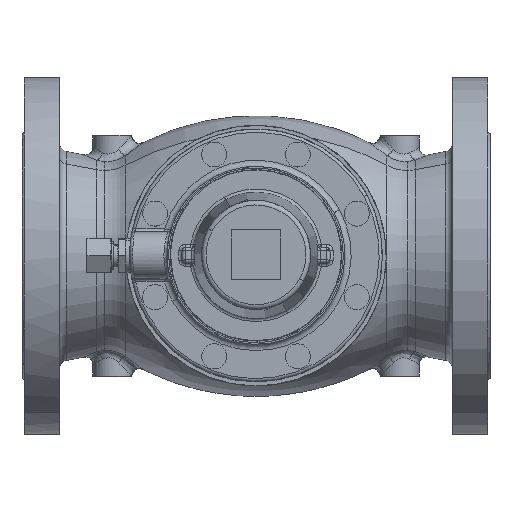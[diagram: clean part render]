
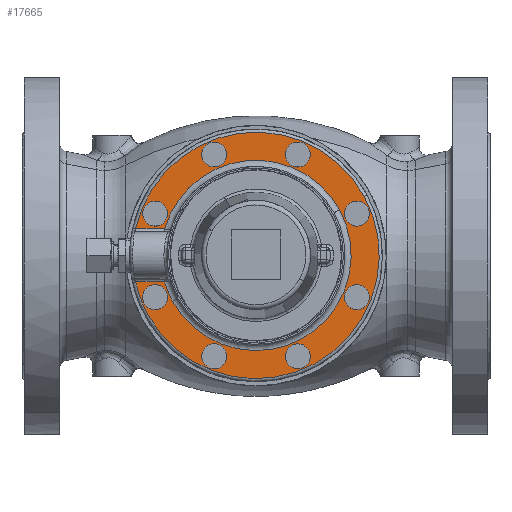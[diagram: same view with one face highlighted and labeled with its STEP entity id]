
A CAD part, top view. The second image highlights one B-rep face of the part: STEP entity #17665.
In plain terms, the highlighted planar face has unit normal (0, 0, 1).
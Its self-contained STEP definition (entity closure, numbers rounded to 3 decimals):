
#16651=CARTESIAN_POINT('Vertex',(-69.329,-37.875,215.)) ;
#16658=CARTESIAN_POINT('Vertex',(69.329,37.875,215.)) ;
#16661=CARTESIAN_POINT('Axis2P3D Location',(0.,0.,215.)) ;
#16673=CARTESIAN_POINT('Axis2P3D Location',(0.,0.,215.)) ;
#16677=CARTESIAN_POINT('Vertex',(-77.149,-17.,215.)) ;
#17108=CARTESIAN_POINT('Vertex',(-77.149,17.,215.)) ;
#17134=CARTESIAN_POINT('Axis2P3D Location',(0.,0.,215.)) ;
#17473=CARTESIAN_POINT('Axis2P3D Location',(-81.,0.,215.)) ;
#17478=CARTESIAN_POINT('Axis2P3D Location',(0.,0.,215.)) ;
#17482=CARTESIAN_POINT('Vertex',(-53.533,-29.245,215.)) ;
#17484=CARTESIAN_POINT('Vertex',(53.533,29.245,215.)) ;
#17487=CARTESIAN_POINT('Axis2P3D Location',(0.,0.,215.)) ;
#17491=CARTESIAN_POINT('Vertex',(-58.583,-17.,215.)) ;
#17494=CARTESIAN_POINT('Line Origine',(-67.866,-17.,215.)) ;
#17499=CARTESIAN_POINT('Line Origine',(-67.866,17.,215.)) ;
#17503=CARTESIAN_POINT('Vertex',(-58.583,17.,215.)) ;
#17506=CARTESIAN_POINT('Axis2P3D Location',(0.,0.,215.)) ;
#17521=CARTESIAN_POINT('Axis2P3D Location',(-26.788,64.672,215.)) ;
#17525=CARTESIAN_POINT('Vertex',(-21.131,59.015,215.)) ;
#17527=CARTESIAN_POINT('Vertex',(-32.445,70.328,215.)) ;
#17530=CARTESIAN_POINT('Axis2P3D Location',(-26.788,64.672,215.)) ;
#17539=CARTESIAN_POINT('Axis2P3D Location',(26.788,-64.672,215.)) ;
#17543=CARTESIAN_POINT('Vertex',(32.445,-70.328,215.)) ;
#17545=CARTESIAN_POINT('Vertex',(21.131,-59.015,215.)) ;
#17548=CARTESIAN_POINT('Axis2P3D Location',(26.788,-64.672,215.)) ;
#17557=CARTESIAN_POINT('Axis2P3D Location',(64.672,-26.788,215.)) ;
#17561=CARTESIAN_POINT('Vertex',(72.672,-26.788,215.)) ;
#17563=CARTESIAN_POINT('Vertex',(56.672,-26.788,215.)) ;
#17566=CARTESIAN_POINT('Axis2P3D Location',(64.672,-26.788,215.)) ;
#17575=CARTESIAN_POINT('Axis2P3D Location',(-64.672,-26.788,215.)) ;
#17579=CARTESIAN_POINT('Vertex',(-70.328,-32.445,215.)) ;
#17581=CARTESIAN_POINT('Vertex',(-59.015,-21.131,215.)) ;
#17584=CARTESIAN_POINT('Axis2P3D Location',(-64.672,-26.788,215.)) ;
#17593=CARTESIAN_POINT('Axis2P3D Location',(64.672,26.788,215.)) ;
#17597=CARTESIAN_POINT('Vertex',(70.328,32.445,215.)) ;
#17599=CARTESIAN_POINT('Vertex',(59.015,21.131,215.)) ;
#17602=CARTESIAN_POINT('Axis2P3D Location',(64.672,26.788,215.)) ;
#17611=CARTESIAN_POINT('Axis2P3D Location',(26.788,64.672,215.)) ;
#17615=CARTESIAN_POINT('Vertex',(26.788,72.672,215.)) ;
#17617=CARTESIAN_POINT('Vertex',(26.788,56.672,215.)) ;
#17620=CARTESIAN_POINT('Axis2P3D Location',(26.788,64.672,215.)) ;
#17629=CARTESIAN_POINT('Axis2P3D Location',(-26.788,-64.672,215.)) ;
#17633=CARTESIAN_POINT('Vertex',(-26.788,-56.672,215.)) ;
#17635=CARTESIAN_POINT('Vertex',(-26.788,-72.672,215.)) ;
#17638=CARTESIAN_POINT('Axis2P3D Location',(-26.788,-64.672,215.)) ;
#17647=CARTESIAN_POINT('Axis2P3D Location',(-64.672,26.788,215.)) ;
#17651=CARTESIAN_POINT('Vertex',(-56.672,26.788,215.)) ;
#17653=CARTESIAN_POINT('Vertex',(-72.672,26.788,215.)) ;
#17656=CARTESIAN_POINT('Axis2P3D Location',(-64.672,26.788,215.)) ;
#16662=DIRECTION('Axis2P3D Direction',(0.,0.,1.)) ;
#16674=DIRECTION('Axis2P3D Direction',(0.,0.,1.)) ;
#17135=DIRECTION('Axis2P3D Direction',(0.,-0.,1.)) ;
#17474=DIRECTION('Axis2P3D Direction',(-0.,0.,1.)) ;
#17475=DIRECTION('Axis2P3D XDirection',(0.,-1.,0.)) ;
#17479=DIRECTION('Axis2P3D Direction',(-0.,0.,1.)) ;
#17488=DIRECTION('Axis2P3D Direction',(-0.,0.,1.)) ;
#17495=DIRECTION('Vector Direction',(-1.,0.,0.)) ;
#17500=DIRECTION('Vector Direction',(-1.,0.,0.)) ;
#17507=DIRECTION('Axis2P3D Direction',(-0.,0.,1.)) ;
#17522=DIRECTION('Axis2P3D Direction',(-0.,0.,1.)) ;
#17531=DIRECTION('Axis2P3D Direction',(-0.,0.,1.)) ;
#17540=DIRECTION('Axis2P3D Direction',(-0.,0.,1.)) ;
#17549=DIRECTION('Axis2P3D Direction',(-0.,0.,1.)) ;
#17558=DIRECTION('Axis2P3D Direction',(-0.,0.,1.)) ;
#17567=DIRECTION('Axis2P3D Direction',(-0.,0.,1.)) ;
#17576=DIRECTION('Axis2P3D Direction',(-0.,0.,1.)) ;
#17585=DIRECTION('Axis2P3D Direction',(-0.,0.,1.)) ;
#17594=DIRECTION('Axis2P3D Direction',(-0.,0.,1.)) ;
#17603=DIRECTION('Axis2P3D Direction',(-0.,0.,1.)) ;
#17612=DIRECTION('Axis2P3D Direction',(-0.,0.,1.)) ;
#17621=DIRECTION('Axis2P3D Direction',(-0.,0.,1.)) ;
#17630=DIRECTION('Axis2P3D Direction',(-0.,0.,1.)) ;
#17639=DIRECTION('Axis2P3D Direction',(-0.,0.,1.)) ;
#17648=DIRECTION('Axis2P3D Direction',(-0.,0.,1.)) ;
#17657=DIRECTION('Axis2P3D Direction',(-0.,0.,1.)) ;
#16663=AXIS2_PLACEMENT_3D('Circle Axis2P3D',#16661,#16662,$) ;
#16675=AXIS2_PLACEMENT_3D('Circle Axis2P3D',#16673,#16674,$) ;
#17136=AXIS2_PLACEMENT_3D('Circle Axis2P3D',#17134,#17135,$) ;
#17476=AXIS2_PLACEMENT_3D('Plane Axis2P3D',#17473,#17474,#17475) ;
#17480=AXIS2_PLACEMENT_3D('Circle Axis2P3D',#17478,#17479,$) ;
#17489=AXIS2_PLACEMENT_3D('Circle Axis2P3D',#17487,#17488,$) ;
#17508=AXIS2_PLACEMENT_3D('Circle Axis2P3D',#17506,#17507,$) ;
#17523=AXIS2_PLACEMENT_3D('Circle Axis2P3D',#17521,#17522,$) ;
#17532=AXIS2_PLACEMENT_3D('Circle Axis2P3D',#17530,#17531,$) ;
#17541=AXIS2_PLACEMENT_3D('Circle Axis2P3D',#17539,#17540,$) ;
#17550=AXIS2_PLACEMENT_3D('Circle Axis2P3D',#17548,#17549,$) ;
#17559=AXIS2_PLACEMENT_3D('Circle Axis2P3D',#17557,#17558,$) ;
#17568=AXIS2_PLACEMENT_3D('Circle Axis2P3D',#17566,#17567,$) ;
#17577=AXIS2_PLACEMENT_3D('Circle Axis2P3D',#17575,#17576,$) ;
#17586=AXIS2_PLACEMENT_3D('Circle Axis2P3D',#17584,#17585,$) ;
#17595=AXIS2_PLACEMENT_3D('Circle Axis2P3D',#17593,#17594,$) ;
#17604=AXIS2_PLACEMENT_3D('Circle Axis2P3D',#17602,#17603,$) ;
#17613=AXIS2_PLACEMENT_3D('Circle Axis2P3D',#17611,#17612,$) ;
#17622=AXIS2_PLACEMENT_3D('Circle Axis2P3D',#17620,#17621,$) ;
#17631=AXIS2_PLACEMENT_3D('Circle Axis2P3D',#17629,#17630,$) ;
#17640=AXIS2_PLACEMENT_3D('Circle Axis2P3D',#17638,#17639,$) ;
#17649=AXIS2_PLACEMENT_3D('Circle Axis2P3D',#17647,#17648,$) ;
#17658=AXIS2_PLACEMENT_3D('Circle Axis2P3D',#17656,#17657,$) ;
#17512=ORIENTED_EDGE('',*,*,#17486,.F.) ;
#17513=ORIENTED_EDGE('',*,*,#17493,.F.) ;
#17514=ORIENTED_EDGE('',*,*,#17498,.T.) ;
#17515=ORIENTED_EDGE('',*,*,#16679,.T.) ;
#17516=ORIENTED_EDGE('',*,*,#16665,.T.) ;
#17517=ORIENTED_EDGE('',*,*,#17138,.T.) ;
#17518=ORIENTED_EDGE('',*,*,#17505,.T.) ;
#17519=ORIENTED_EDGE('',*,*,#17510,.F.) ;
#17536=ORIENTED_EDGE('',*,*,#17529,.F.) ;
#17537=ORIENTED_EDGE('',*,*,#17534,.F.) ;
#17554=ORIENTED_EDGE('',*,*,#17547,.F.) ;
#17555=ORIENTED_EDGE('',*,*,#17552,.F.) ;
#17572=ORIENTED_EDGE('',*,*,#17565,.F.) ;
#17573=ORIENTED_EDGE('',*,*,#17570,.F.) ;
#17590=ORIENTED_EDGE('',*,*,#17583,.F.) ;
#17591=ORIENTED_EDGE('',*,*,#17588,.F.) ;
#17608=ORIENTED_EDGE('',*,*,#17601,.F.) ;
#17609=ORIENTED_EDGE('',*,*,#17606,.F.) ;
#17626=ORIENTED_EDGE('',*,*,#17619,.F.) ;
#17627=ORIENTED_EDGE('',*,*,#17624,.F.) ;
#17644=ORIENTED_EDGE('',*,*,#17637,.F.) ;
#17645=ORIENTED_EDGE('',*,*,#17642,.F.) ;
#17662=ORIENTED_EDGE('',*,*,#17655,.F.) ;
#17663=ORIENTED_EDGE('',*,*,#17660,.F.) ;
#17538=FACE_BOUND('',#17535,.T.) ;
#17556=FACE_BOUND('',#17553,.T.) ;
#17574=FACE_BOUND('',#17571,.T.) ;
#17592=FACE_BOUND('',#17589,.T.) ;
#17610=FACE_BOUND('',#17607,.T.) ;
#17628=FACE_BOUND('',#17625,.T.) ;
#17646=FACE_BOUND('',#17643,.T.) ;
#17664=FACE_BOUND('',#17661,.T.) ;
#17496=VECTOR('Line Direction',#17495,1.) ;
#17501=VECTOR('Line Direction',#17500,1.) ;
#17665=ADVANCED_FACE('Brep With Voids',(#17520,#17538,#17556,#17574,#17592,#17610,#17628,#17646,#17664),#17477,.T.) ;
#16664=CIRCLE('generated circle',#16663,79.) ;
#16676=CIRCLE('generated circle',#16675,79.) ;
#17137=CIRCLE('generated circle',#17136,79.) ;
#17481=CIRCLE('generated circle',#17480,61.) ;
#17490=CIRCLE('generated circle',#17489,61.) ;
#17509=CIRCLE('generated circle',#17508,61.) ;
#17524=CIRCLE('generated circle',#17523,8.) ;
#17533=CIRCLE('generated circle',#17532,8.) ;
#17542=CIRCLE('generated circle',#17541,8.) ;
#17551=CIRCLE('generated circle',#17550,8.) ;
#17560=CIRCLE('generated circle',#17559,8.) ;
#17569=CIRCLE('generated circle',#17568,8.) ;
#17578=CIRCLE('generated circle',#17577,8.) ;
#17587=CIRCLE('generated circle',#17586,8.) ;
#17596=CIRCLE('generated circle',#17595,8.) ;
#17605=CIRCLE('generated circle',#17604,8.) ;
#17614=CIRCLE('generated circle',#17613,8.) ;
#17623=CIRCLE('generated circle',#17622,8.) ;
#17632=CIRCLE('generated circle',#17631,8.) ;
#17641=CIRCLE('generated circle',#17640,8.) ;
#17650=CIRCLE('generated circle',#17649,8.) ;
#17659=CIRCLE('generated circle',#17658,8.) ;
#16665=EDGE_CURVE('',#16652,#16659,#16664,.T.) ;
#16679=EDGE_CURVE('',#16678,#16652,#16676,.T.) ;
#17138=EDGE_CURVE('',#16659,#17109,#17137,.T.) ;
#17486=EDGE_CURVE('',#17483,#17485,#17481,.T.) ;
#17493=EDGE_CURVE('',#17492,#17483,#17490,.T.) ;
#17498=EDGE_CURVE('',#17492,#16678,#17497,.T.) ;
#17505=EDGE_CURVE('',#17109,#17504,#17502,.F.) ;
#17510=EDGE_CURVE('',#17485,#17504,#17509,.T.) ;
#17529=EDGE_CURVE('',#17526,#17528,#17524,.T.) ;
#17534=EDGE_CURVE('',#17528,#17526,#17533,.T.) ;
#17547=EDGE_CURVE('',#17544,#17546,#17542,.T.) ;
#17552=EDGE_CURVE('',#17546,#17544,#17551,.T.) ;
#17565=EDGE_CURVE('',#17562,#17564,#17560,.T.) ;
#17570=EDGE_CURVE('',#17564,#17562,#17569,.T.) ;
#17583=EDGE_CURVE('',#17580,#17582,#17578,.T.) ;
#17588=EDGE_CURVE('',#17582,#17580,#17587,.T.) ;
#17601=EDGE_CURVE('',#17598,#17600,#17596,.T.) ;
#17606=EDGE_CURVE('',#17600,#17598,#17605,.T.) ;
#17619=EDGE_CURVE('',#17616,#17618,#17614,.T.) ;
#17624=EDGE_CURVE('',#17618,#17616,#17623,.T.) ;
#17637=EDGE_CURVE('',#17634,#17636,#17632,.T.) ;
#17642=EDGE_CURVE('',#17636,#17634,#17641,.T.) ;
#17655=EDGE_CURVE('',#17652,#17654,#17650,.T.) ;
#17660=EDGE_CURVE('',#17654,#17652,#17659,.T.) ;
#17511=EDGE_LOOP('',(#17512,#17513,#17514,#17515,#17516,#17517,#17518,#17519)) ;
#17535=EDGE_LOOP('',(#17536,#17537)) ;
#17553=EDGE_LOOP('',(#17554,#17555)) ;
#17571=EDGE_LOOP('',(#17572,#17573)) ;
#17589=EDGE_LOOP('',(#17590,#17591)) ;
#17607=EDGE_LOOP('',(#17608,#17609)) ;
#17625=EDGE_LOOP('',(#17626,#17627)) ;
#17643=EDGE_LOOP('',(#17644,#17645)) ;
#17661=EDGE_LOOP('',(#17662,#17663)) ;
#17520=FACE_OUTER_BOUND('',#17511,.T.) ;
#17497=LINE('Line',#17494,#17496) ;
#17502=LINE('Line',#17499,#17501) ;
#17477=PLANE('',#17476) ;
#16652=VERTEX_POINT('',#16651) ;
#16659=VERTEX_POINT('',#16658) ;
#16678=VERTEX_POINT('',#16677) ;
#17109=VERTEX_POINT('',#17108) ;
#17483=VERTEX_POINT('',#17482) ;
#17485=VERTEX_POINT('',#17484) ;
#17492=VERTEX_POINT('',#17491) ;
#17504=VERTEX_POINT('',#17503) ;
#17526=VERTEX_POINT('',#17525) ;
#17528=VERTEX_POINT('',#17527) ;
#17544=VERTEX_POINT('',#17543) ;
#17546=VERTEX_POINT('',#17545) ;
#17562=VERTEX_POINT('',#17561) ;
#17564=VERTEX_POINT('',#17563) ;
#17580=VERTEX_POINT('',#17579) ;
#17582=VERTEX_POINT('',#17581) ;
#17598=VERTEX_POINT('',#17597) ;
#17600=VERTEX_POINT('',#17599) ;
#17616=VERTEX_POINT('',#17615) ;
#17618=VERTEX_POINT('',#17617) ;
#17634=VERTEX_POINT('',#17633) ;
#17636=VERTEX_POINT('',#17635) ;
#17652=VERTEX_POINT('',#17651) ;
#17654=VERTEX_POINT('',#17653) ;
